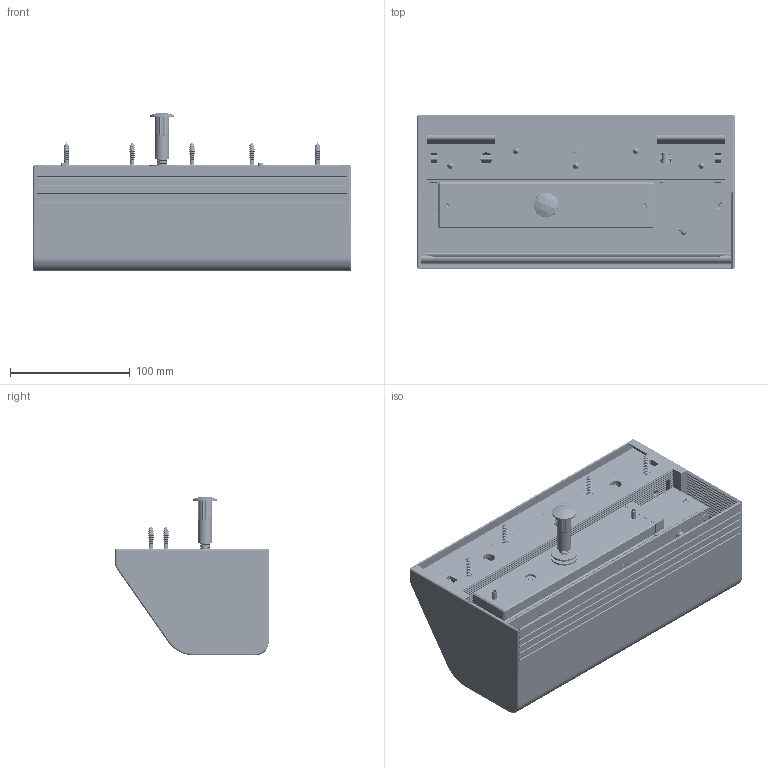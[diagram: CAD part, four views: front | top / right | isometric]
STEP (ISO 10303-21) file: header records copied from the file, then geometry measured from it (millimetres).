
FILE_DESCRIPTION (( 'STEP AP214' ), '1' );
FILE_NAME ('EF300CTCRNFS_STPALL.STEP', '2022-04-21T09:18:55', ( '' ), ( '' ), 'SwSTEP 2.0', 'SolidWorks 2020', '' );
FILE_SCHEMA (( 'AUTOMOTIVE_DESIGN' ));
Length unit declared in the file: millimetre
Products named in the file (78): EP0156-PH PIN TOP; PIN TB; EP0055-TERMINAL BLOCK 2 POLES_+-; ISO 4026 - M6 x 12-S_ISO 4026 - M6 x 12-S; EP0155-B3B-PH-K-S SHROUDED HEADER 3P TOP ENTRY; EP0365-PCB; EP0358-RELAY 2A ; PP0312-PASSE CABLE; EP0153- BOARD IN CONNECTOR 4W; FP0098-MUSHROOM NUT; ISO 1207 - M2 x 6 --- 6N_ISO 1207 - M2 x 6 --- 6N; cordon d''alimentation_2 FILS; EP0056-TERMINAL BLOCK 3 POLES_NO NC C; EF300-NOYAU MAGNETIQUE; EF300CTCRNFS_STPALL; EF300-CACHE CAPOT EF300; EF300CTC-R-CONTRE PLAQUE_VIS M8 x 35 TETE COURTE + ECROU CHAMPIGNON; EF300-PICOT ANTI REMANENCE AVEC RESSORT; ISO 7046-1 - M3 x 8 - Z - 8S_ISO 7046-1 - M3 x 8 - Z - 8S; Spring Pin ISO 13337 - 4 x 12 - St_Spring Pin ISO 13337 - 4 x 12 - St; FP0097-SCREW LOW PROFILE HEAD M8 x35_M8 x 35; PA0078-ASSEMBLY PLASTIC BAG + END CAPS^EF300C; EP0019-JUMPER CONNECTOR_BLACK; User Library-5mm led w_bushing_rouge LED; EP0364-ZENER DIODE; EF300-BOITIER U EF300; AS0019-BOARD CONNECTORS + WIRES; EF300L_CONFIGURATION L; EP0057-VARISTOR; EP0363-RESISTANCE_1KOHMS; EP0363-RESISTANCE_1.5KOHMS; EP0150-TERMINAL PIN 10115; Tapping screw DIN 7982-ST4.8x25-C-H-S_Tapping screw DIN 7982-ST4.8x25-C-H-S; TERMINAL BLOCK 2P; EF300-L COMMUN EF300 R3_USINEE; EF300C_EF300C-POSITION L; EF300-RESSORT PICOT ANTI REMANENCE; EP0362-CAPACITOR 1湩; PP0313-COLLIER DE SERRAGE 2.5MM; EP0020-HDR1x4 ...
Assembly tree (112 placements, depth 5):
  EF300CTCRNFS_STPALL
    EF300-BOITIER U EF300
    EF300-FLASQUE DROIT BV
    EF300-FLASQUE GAUCHE BV
    EF300-NOYAU MAGNETIQUE
    ISO 7046-1 - M4 x 6 - Z - 6N_ISO 7046-1 - M4 x 6 - Z - 6N  x8
    User Library-5mm led w_bushing_rouge LED
    EF300-CAPOT DE FERMETURE
    EF300-TUBE  x2
    ISO 4762 M4 x 30 --- 20N_ISO 4762 M4 x 30 --- 20N  x2
    ISO 4026 - M6 x 12-S_ISO 4026 - M6 x 12-S  x2
    ISO 7046-1 - M3 x 8 - Z - 8S_ISO 7046-1 - M3 x 8 - Z - 8S
    PCB0041-PCB OF EF300_VERSION CTC
      EP0365-PCB
      EP0055-TERMINAL BLOCK 2 POLES_+-
        TERMINAL BLOCK 2P
        PIN TB  x2
        ISO 1207 - M2 x 6 --- 6N_ISO 1207 - M2 x 6 --- 6N  x2
        CPREG-ETKT + -
      AS0019-BOARD CONNECTORS + WIRES
        EP0153- BOARD IN CONNECTOR 4W
          EP0147-STM BOARD IN CONNECTOR 4W
          EP0150-TERMINAL PIN 10115  x4
      EP0019-JUMPER CONNECTOR_BLACK  x2
      EP0020-HDR1x4
      EP0057-VARISTOR  x2
      EP0008-DIODE
      EP0366-STRAP
      EP0056-TERMINAL BLOCK 3 POLES_NO NC C
        TERMINAL BLOCK 3P
        PIN TB  x3
        ISO 1207 - M2 x 6 --- 6N_ISO 1207 - M2 x 6 --- 6N  x3
        CRPEG-ETKT NO-NC-C
      EP0358-RELAY 2A 
      EP0364-ZENER DIODE
      EP0363-RESISTANCE_1.5KOHMS  x2
      EP0363-RESISTANCE_1KOHMS
      EP0363-RESISTANCE_10KOHMS
      EP0360-TRANSITOR  x2
      EP0157-TOP CONNECTOR 3W (B-3B-PH-K)
        EP0155-B3B-PH-K-S SHROUDED HEADER 3P TOP ENTRY
        EP0156-PH PIN TOP  x3
      EP0362-CAPACITOR 1湩
      AS0021-LED+CONNECTOR
        EP0154- BOARD IN CONNECTOR 2W
          EP0148-STM BOARD IN CONNECTOR 2W
          EP0150-TERMINAL PIN 10115  x2
      EP0201-TO-220
      FP0242-DOUBLE STICKY FACE FOAM
    EF300CTC-R-CONTRE PLAQUE_VIS M8 x 35 TETE COURTE + ECROU CHAMPIGNON
      EF300-CONTRE-PLAQUE
      EF300-PICOT ANTI REMANENCE AVEC RESSORT
        EF300-PICOT ANTI REMANENCE
        EF300-RESSORT PICOT ANTI REMANENCE
        Circlip DIN 471 - 4 x 0.4_Circlip DIN 471 - 4 x 0.4
      Spring Pin ISO 13337 - 4 x 12 - St_Spring Pin ISO 13337 - 4 x 12 - St  x2
      FP0100-JOINT M8
      FP0099-WASHER M8  x2
      DIN 7984 - M8 x 35 --- 35S_DIN 7984 - M8 x 35 --- 35S
      FP0098-MUSHROOM NUT
Bounding box: 266 x 128.5 x 132.9 mm (x, y, z)
Volume: 657945.7 mm3; surface area: 432900.1 mm2
Topology: 108 solids, 108 shells, 6104 faces, 14757 edges, 8851 vertices
Faces by surface type: plane 2868, cylinder 1572, cone 1249, torus 316, bspline 55, sphere 44
Entity records: 131868 total; most frequent: CARTESIAN_POINT 25788, DIRECTION 20996, ORIENTED_EDGE 19756, EDGE_CURVE 9878, AXIS2_PLACEMENT_3D 7622, VERTEX_POINT 6162, LINE 5752, VECTOR 5752
